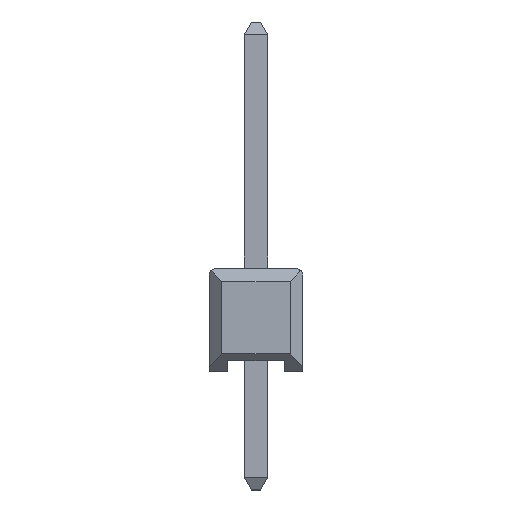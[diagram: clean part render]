
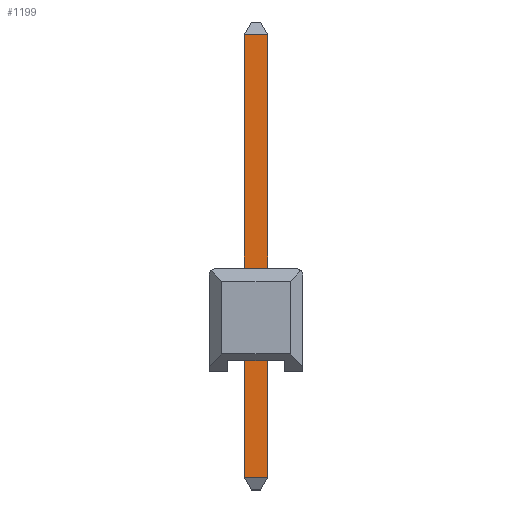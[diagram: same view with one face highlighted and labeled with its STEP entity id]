
A CAD part, left-side view. The second image highlights one B-rep face of the part: STEP entity #1199.
In plain terms, the highlighted planar face has unit normal (-1, 0, 0).
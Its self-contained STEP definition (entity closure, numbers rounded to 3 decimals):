
#1199=ADVANCED_FACE('',(#1891),#11391,.T.);
#1891=FACE_OUTER_BOUND('',#2621,.T.);
#2621=EDGE_LOOP('',(#5410,#5411,#5412,#5413));
#5410=ORIENTED_EDGE('',*,*,#7651,.F.);
#5411=ORIENTED_EDGE('',*,*,#7638,.F.);
#5412=ORIENTED_EDGE('',*,*,#7639,.T.);
#5413=ORIENTED_EDGE('',*,*,#7640,.F.);
#7638=EDGE_CURVE('',#10709,#10708,#9369,.T.);
#7639=EDGE_CURVE('',#10709,#10703,#9370,.T.);
#7640=EDGE_CURVE('',#10702,#10703,#9371,.T.);
#7651=EDGE_CURVE('',#10708,#10702,#9382,.T.);
#9369=B_SPLINE_CURVE_WITH_KNOTS('',1,(#19193,#19194),.UNSPECIFIED.,.F.,
 .F.,(2,2),(-10.526,-1.298),.UNSPECIFIED.);
#9370=B_SPLINE_CURVE_WITH_KNOTS('',1,(#19195,#19196),.UNSPECIFIED.,.F.,
 .F.,(2,2),(10.526,11.156),.UNSPECIFIED.);
#9371=B_SPLINE_CURVE_WITH_KNOTS('',1,(#19197,#19198),.UNSPECIFIED.,.F.,
 .F.,(2,2),(-20.383,-11.156),.UNSPECIFIED.);
#9382=B_SPLINE_CURVE_WITH_KNOTS('',1,(#19219,#19220),.UNSPECIFIED.,.F.,
 .F.,(2,2),(-0.63,0.),.UNSPECIFIED.);
#10702=VERTEX_POINT('',#19165);
#10703=VERTEX_POINT('',#19166);
#10708=VERTEX_POINT('',#19171);
#10709=VERTEX_POINT('',#19172);
#11391=PLANE('',#12065);
#12065=AXIS2_PLACEMENT_3D('',#19154,#12724,$);
#12724=DIRECTION('',(-1.,0.,0.));
#19154=CARTESIAN_POINT('',(-0.315,1.098,10.477));
#19165=CARTESIAN_POINT('',(-0.315,-0.315,9.156));
#19166=CARTESIAN_POINT('',(-0.315,-0.315,-2.86));
#19171=CARTESIAN_POINT('',(-0.315,0.315,9.156));
#19172=CARTESIAN_POINT('',(-0.315,0.315,-2.86));
#19193=CARTESIAN_POINT('',(-0.315,0.315,-2.86));
#19194=CARTESIAN_POINT('',(-0.315,0.315,9.156));
#19195=CARTESIAN_POINT('',(-0.315,0.315,-2.86));
#19196=CARTESIAN_POINT('',(-0.315,-0.315,-2.86));
#19197=CARTESIAN_POINT('',(-0.315,-0.315,9.156));
#19198=CARTESIAN_POINT('',(-0.315,-0.315,-2.86));
#19219=CARTESIAN_POINT('',(-0.315,0.315,9.156));
#19220=CARTESIAN_POINT('',(-0.315,-0.315,9.156));
